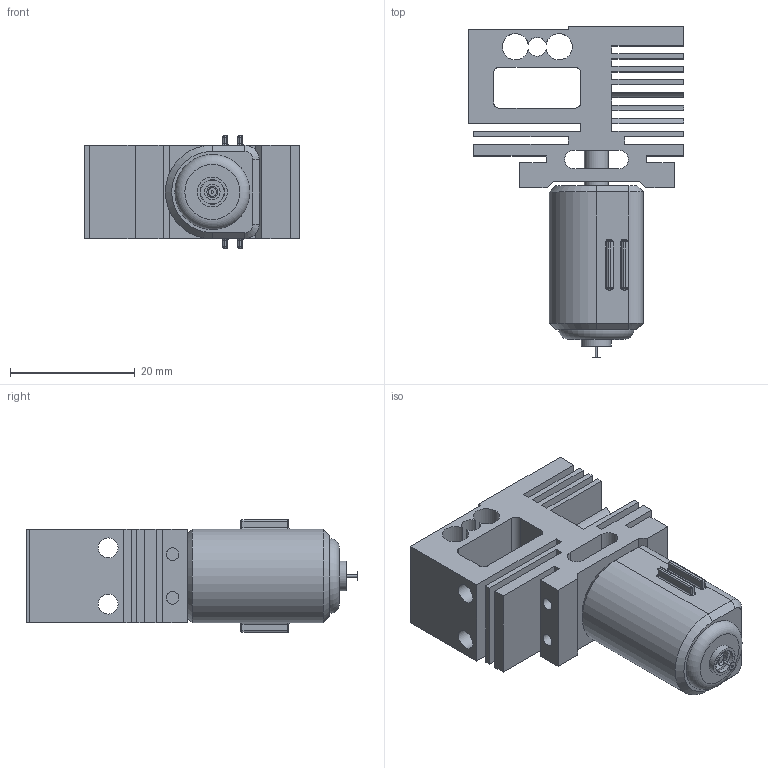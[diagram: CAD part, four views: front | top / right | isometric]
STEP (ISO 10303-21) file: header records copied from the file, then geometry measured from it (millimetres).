
FILE_DESCRIPTION(/* description */ (''),/* implementation_level */ '2;1');
FILE_NAME(/* name */ 'Q2_Hotend.step',/* time_stamp */ '2025-11-24T07:32:22+01:00',/* author */ (''),/* organization */ (''),/* preprocessor_version */ 'ST-DEVELOPER v20.1',/* originating_system */ 'Autodesk Translation Framework v14.21.0.0',/* authorisation */ '');
FILE_SCHEMA (('AUTOMOTIVE_DESIGN { 1 0 10303 214 3 1 1 }'));
Length unit declared in the file: millimetre
Products named in the file (1): Q2_Hotend
Bounding box: 34.5 x 53 x 18 mm (x, y, z)
Volume: 11359.9 mm3; surface area: 10275.9 mm2
Topology: 1 solids, 1 shells, 239 faces, 576 edges, 351 vertices
Faces by surface type: plane 111, cylinder 85, torus 17, sphere 16, cone 10
Full cylindrical faces by diameter (mm): 0.4 x1, 1.8 x1, 2 x4, 2.5 x1, 3.2 x2, 3.8 x3, 4.8 x2
Entity records: 7033 total; most frequent: DIRECTION 1258, CARTESIAN_POINT 1255, ORIENTED_EDGE 1152, EDGE_CURVE 576, AXIS2_PLACEMENT_3D 450, LINE 358, VECTOR 358, VERTEX_POINT 351
